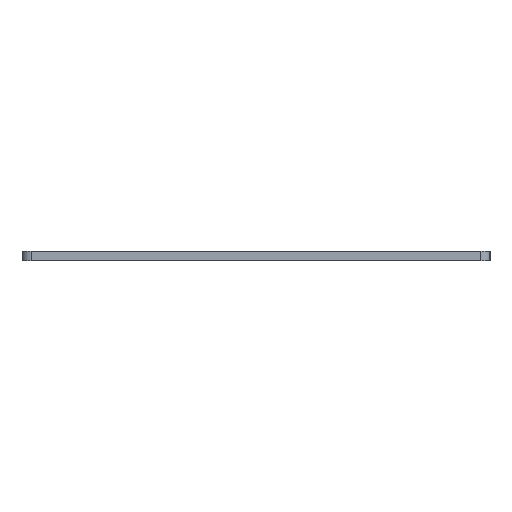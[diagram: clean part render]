
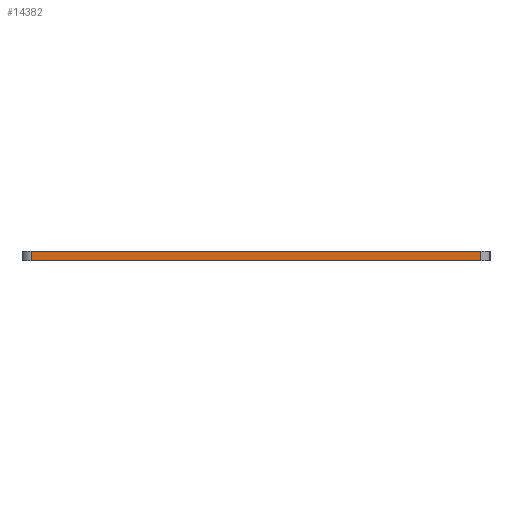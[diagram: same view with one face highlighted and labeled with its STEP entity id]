
A CAD part, left-side view. The second image highlights one B-rep face of the part: STEP entity #14382.
In plain terms, the highlighted planar face has unit normal (-1, 0, 0).
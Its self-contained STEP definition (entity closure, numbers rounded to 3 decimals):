
#283=PLANE('',#15092);
#970=FACE_OUTER_BOUND('',#1664,.T.);
#1664=EDGE_LOOP('',(#10225,#10226,#10227,#10228));
#2626=LINE('',#19290,#4686);
#2627=LINE('',#19293,#4687);
#2628=LINE('',#19295,#4688);
#2629=LINE('',#19296,#4689);
#4686=VECTOR('',#15808,10.);
#4687=VECTOR('',#15811,10.);
#4688=VECTOR('',#15812,10.);
#4689=VECTOR('',#15813,10.);
#6761=VERTEX_POINT('',#19283);
#6764=VERTEX_POINT('',#19288);
#6765=VERTEX_POINT('',#19292);
#6766=VERTEX_POINT('',#19294);
#8148=EDGE_CURVE('',#6764,#6761,#2626,.T.);
#8149=EDGE_CURVE('',#6764,#6765,#2627,.T.);
#8150=EDGE_CURVE('',#6766,#6765,#2628,.T.);
#8151=EDGE_CURVE('',#6761,#6766,#2629,.T.);
#10225=ORIENTED_EDGE('',*,*,#8148,.F.);
#10226=ORIENTED_EDGE('',*,*,#8149,.T.);
#10227=ORIENTED_EDGE('',*,*,#8150,.F.);
#10228=ORIENTED_EDGE('',*,*,#8151,.F.);
#14382=ADVANCED_FACE('',(#970),#283,.T.);
#15092=AXIS2_PLACEMENT_3D('',#19291,#15809,#15810);
#15808=DIRECTION('',(0.,0.,1.));
#15809=DIRECTION('center_axis',(-1.,0.,0.));
#15810=DIRECTION('ref_axis',(0.,-1.,0.));
#15811=DIRECTION('',(0.,-1.,0.));
#15812=DIRECTION('',(0.,0.,-1.));
#15813=DIRECTION('',(0.,-1.,0.));
#19283=CARTESIAN_POINT('',(-10.,7.,12.));
#19288=CARTESIAN_POINT('',(-10.,7.,9.));
#19290=CARTESIAN_POINT('',(-10.,7.,9.));
#19291=CARTESIAN_POINT('Origin',(-10.,10.,9.));
#19292=CARTESIAN_POINT('',(-10.,-138.5,9.));
#19293=CARTESIAN_POINT('',(-10.,10.,9.));
#19294=CARTESIAN_POINT('',(-10.,-138.5,12.));
#19295=CARTESIAN_POINT('',(-10.,-138.5,9.));
#19296=CARTESIAN_POINT('',(-10.,10.,12.));
